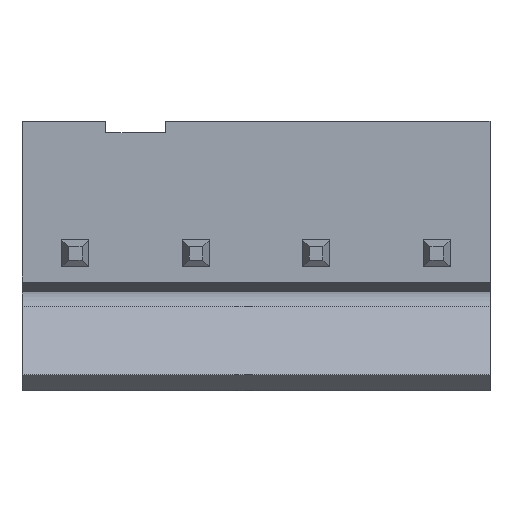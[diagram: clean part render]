
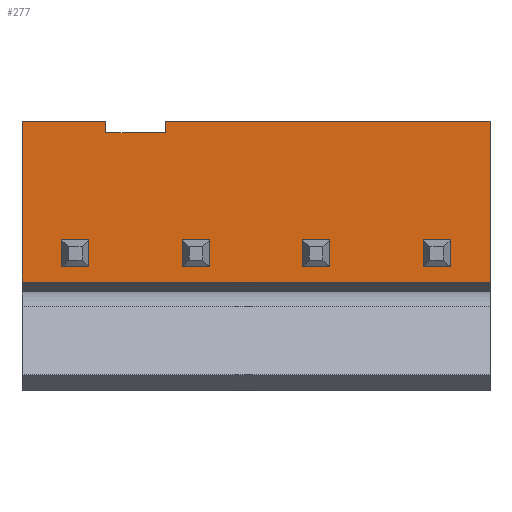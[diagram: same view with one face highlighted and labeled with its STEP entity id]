
A CAD part, top view. The second image highlights one B-rep face of the part: STEP entity #277.
In plain terms, the highlighted planar face has unit normal (0, 0, 1).
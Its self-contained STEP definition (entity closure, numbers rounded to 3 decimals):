
#277=ADVANCED_FACE('',(#640),#642,.T.);
#640=FACE_BOUND('',#641,.T.);
#641=EDGE_LOOP('',(#922,#923,#924,#925,#926,#927,#928,#929));
#642=PLANE('',#643);
#643=AXIS2_PLACEMENT_3D('',#644,#645,#646);
#644=CARTESIAN_POINT('',(17.49,-1.19,3.2));
#645=DIRECTION('',(0.,-0.,1.));
#646=DIRECTION('',(0.,1.,0.));
#922=ORIENTED_EDGE('',*,*,#1126,.T.);
#923=ORIENTED_EDGE('',*,*,#1127,.T.);
#924=ORIENTED_EDGE('',*,*,#1125,.T.);
#925=ORIENTED_EDGE('',*,*,#1128,.F.);
#926=ORIENTED_EDGE('',*,*,#1129,.F.);
#927=ORIENTED_EDGE('',*,*,#1130,.T.);
#928=ORIENTED_EDGE('',*,*,#1121,.T.);
#929=ORIENTED_EDGE('',*,*,#1131,.T.);
#1121=EDGE_CURVE('',#1233,#1231,#1234,.T.);
#1125=EDGE_CURVE('',#1236,#1238,#1240,.T.);
#1126=EDGE_CURVE('',#1241,#1242,#1243,.F.);
#1127=EDGE_CURVE('',#1242,#1236,#1244,.F.);
#1128=EDGE_CURVE('',#1245,#1238,#1246,.T.);
#1129=EDGE_CURVE('',#1247,#1245,#1248,.T.);
#1130=EDGE_CURVE('',#1247,#1233,#1249,.T.);
#1131=EDGE_CURVE('',#1231,#1241,#1250,.F.);
#1231=VERTEX_POINT('',#1416);
#1233=VERTEX_POINT('',#1420);
#1234=LINE('',#1421,#1422);
#1236=VERTEX_POINT('',#1427);
#1238=VERTEX_POINT('',#1431);
#1240=LINE('',#1435,#1436);
#1241=VERTEX_POINT('',#1438);
#1242=VERTEX_POINT('',#1439);
#1243=LINE('',#1440,#1441);
#1244=LINE('',#1443,#1444);
#1245=VERTEX_POINT('',#1446);
#1246=LINE('',#1447,#1448);
#1247=VERTEX_POINT('',#1450);
#1248=LINE('',#1451,#1452);
#1249=LINE('',#1454,#1455);
#1250=LINE('',#1457,#1458);
#1416=CARTESIAN_POINT('',(3.79,5.6,3.2));
#1420=CARTESIAN_POINT('',(17.49,5.6,3.2));
#1421=CARTESIAN_POINT('',(17.49,5.6,3.2));
#1422=VECTOR('',#1423,1.);
#1423=DIRECTION('',(-1.,0.,0.));
#1427=CARTESIAN_POINT('',(1.29,5.6,3.2));
#1431=CARTESIAN_POINT('',(-2.25,5.6,3.2));
#1435=CARTESIAN_POINT('',(1.29,5.6,3.2));
#1436=VECTOR('',#1437,1.);
#1437=DIRECTION('',(-1.,0.,0.));
#1438=CARTESIAN_POINT('',(3.79,5.1,3.2));
#1439=CARTESIAN_POINT('',(1.29,5.1,3.2));
#1440=CARTESIAN_POINT('',(1.29,5.1,3.2));
#1441=VECTOR('',#1442,1.);
#1442=DIRECTION('',(1.,0.,0.));
#1443=CARTESIAN_POINT('',(1.29,5.6,3.2));
#1444=VECTOR('',#1445,1.);
#1445=DIRECTION('',(0.,-1.,0.));
#1446=CARTESIAN_POINT('',(-2.25,-1.19,3.2));
#1447=CARTESIAN_POINT('',(-2.25,-1.19,3.2));
#1448=VECTOR('',#1449,1.);
#1449=DIRECTION('',(0.,1.,0.));
#1450=CARTESIAN_POINT('',(17.49,-1.19,3.2));
#1451=CARTESIAN_POINT('',(17.49,-1.19,3.2));
#1452=VECTOR('',#1453,1.);
#1453=DIRECTION('',(-1.,0.,0.));
#1454=CARTESIAN_POINT('',(17.49,-1.19,3.2));
#1455=VECTOR('',#1456,1.);
#1456=DIRECTION('',(0.,1.,0.));
#1457=CARTESIAN_POINT('',(3.79,5.1,3.2));
#1458=VECTOR('',#1459,1.);
#1459=DIRECTION('',(0.,1.,0.));
